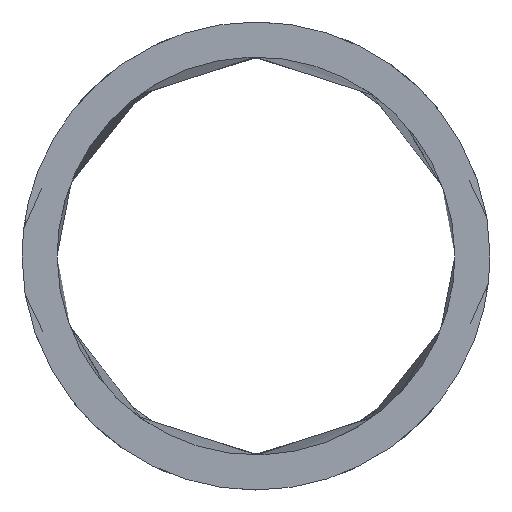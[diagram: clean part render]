
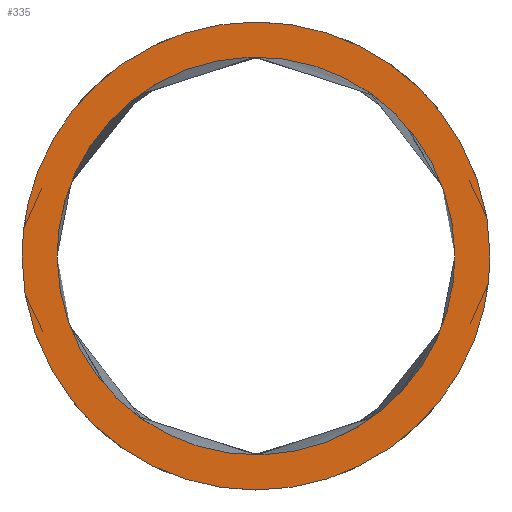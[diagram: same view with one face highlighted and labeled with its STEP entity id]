
A CAD part, front view. The second image highlights one B-rep face of the part: STEP entity #335.
In plain terms, the highlighted planar face has unit normal (0, -1, 0).
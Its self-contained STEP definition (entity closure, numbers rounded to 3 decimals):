
#92=CARTESIAN_POINT('Vertex',(-2081.25,-245.,303.875)) ;
#111=CARTESIAN_POINT('Vertex',(-2061.25,-245.,303.875)) ;
#115=CARTESIAN_POINT('Control Point',(-2081.25,-245.,303.875)) ;
#116=CARTESIAN_POINT('Control Point',(-2081.25,-245.,293.875)) ;
#117=CARTESIAN_POINT('Control Point',(-2071.25,-245.,288.875)) ;
#118=CARTESIAN_POINT('Control Point',(-2061.25,-245.,293.875)) ;
#119=CARTESIAN_POINT('Control Point',(-2061.25,-245.,303.875)) ;
#167=CARTESIAN_POINT('Control Point',(-2061.25,-245.,303.875)) ;
#168=CARTESIAN_POINT('Control Point',(-2061.25,-245.,313.875)) ;
#169=CARTESIAN_POINT('Control Point',(-2071.25,-245.,318.875)) ;
#170=CARTESIAN_POINT('Control Point',(-2081.25,-245.,313.875)) ;
#171=CARTESIAN_POINT('Control Point',(-2081.25,-245.,303.875)) ;
#212=CARTESIAN_POINT('Control Point',(-2062.75,-245.,303.875)) ;
#213=CARTESIAN_POINT('Control Point',(-2062.75,-245.,312.375)) ;
#214=CARTESIAN_POINT('Control Point',(-2071.25,-245.,316.625)) ;
#215=CARTESIAN_POINT('Control Point',(-2079.75,-245.,312.375)) ;
#216=CARTESIAN_POINT('Control Point',(-2079.75,-245.,303.875)) ;
#217=CARTESIAN_POINT('Vertex',(-2062.75,-245.,303.875)) ;
#219=CARTESIAN_POINT('Vertex',(-2079.75,-245.,303.875)) ;
#288=CARTESIAN_POINT('Control Point',(-2079.75,-245.,303.875)) ;
#289=CARTESIAN_POINT('Control Point',(-2079.75,-245.,295.375)) ;
#290=CARTESIAN_POINT('Control Point',(-2071.25,-245.,291.125)) ;
#291=CARTESIAN_POINT('Control Point',(-2062.75,-245.,295.375)) ;
#292=CARTESIAN_POINT('Control Point',(-2062.75,-245.,303.875)) ;
#322=CARTESIAN_POINT('Axis2P3D Location',(-2071.25,-245.,303.875)) ;
#323=DIRECTION('Axis2P3D Direction',(0.,-1.,0.)) ;
#324=DIRECTION('Axis2P3D XDirection',(-1.,0.,0.)) ;
#325=AXIS2_PLACEMENT_3D('Plane Axis2P3D',#322,#323,#324) ;
#328=ORIENTED_EDGE('',*,*,#120,.T.) ;
#329=ORIENTED_EDGE('',*,*,#172,.T.) ;
#332=ORIENTED_EDGE('',*,*,#221,.F.) ;
#333=ORIENTED_EDGE('',*,*,#293,.F.) ;
#334=FACE_BOUND('',#331,.T.) ;
#335=ADVANCED_FACE('Corps principal',(#330,#334),#326,.T.) ;
#120=EDGE_CURVE('',#93,#112,#114,.T.) ;
#172=EDGE_CURVE('',#112,#93,#166,.T.) ;
#221=EDGE_CURVE('',#218,#220,#211,.T.) ;
#293=EDGE_CURVE('',#220,#218,#287,.T.) ;
#327=EDGE_LOOP('',(#328,#329)) ;
#331=EDGE_LOOP('',(#332,#333)) ;
#330=FACE_OUTER_BOUND('',#327,.T.) ;
#326=PLANE('Plane',#325) ;
#93=VERTEX_POINT('',#92) ;
#112=VERTEX_POINT('',#111) ;
#218=VERTEX_POINT('',#217) ;
#220=VERTEX_POINT('',#219) ;
#114=(BOUNDED_CURVE()B_SPLINE_CURVE(4,(#115,#116,#117,#118,#119),.UNSPECIFIED.,.F.,.U.)B_SPLINE_CURVE_WITH_KNOTS((5,5),(0.,31.416),.UNSPECIFIED.)CURVE()GEOMETRIC_REPRESENTATION_ITEM()RATIONAL_B_SPLINE_CURVE((1.,0.707,0.667,0.707,1.))REPRESENTATION_ITEM('')) ;
#166=(BOUNDED_CURVE()B_SPLINE_CURVE(4,(#167,#168,#169,#170,#171),.UNSPECIFIED.,.F.,.U.)B_SPLINE_CURVE_WITH_KNOTS((5,5),(31.416,62.832),.UNSPECIFIED.)CURVE()GEOMETRIC_REPRESENTATION_ITEM()RATIONAL_B_SPLINE_CURVE((1.,0.707,0.667,0.707,1.))REPRESENTATION_ITEM('')) ;
#211=(BOUNDED_CURVE()B_SPLINE_CURVE(4,(#212,#213,#214,#215,#216),.UNSPECIFIED.,.F.,.U.)B_SPLINE_CURVE_WITH_KNOTS((5,5),(26.704,53.407),.UNSPECIFIED.)CURVE()GEOMETRIC_REPRESENTATION_ITEM()RATIONAL_B_SPLINE_CURVE((1.,0.707,0.667,0.707,1.))REPRESENTATION_ITEM('')) ;
#287=(BOUNDED_CURVE()B_SPLINE_CURVE(4,(#288,#289,#290,#291,#292),.UNSPECIFIED.,.F.,.U.)B_SPLINE_CURVE_WITH_KNOTS((5,5),(0.,26.704),.UNSPECIFIED.)CURVE()GEOMETRIC_REPRESENTATION_ITEM()RATIONAL_B_SPLINE_CURVE((1.,0.707,0.667,0.707,1.))REPRESENTATION_ITEM('')) ;
